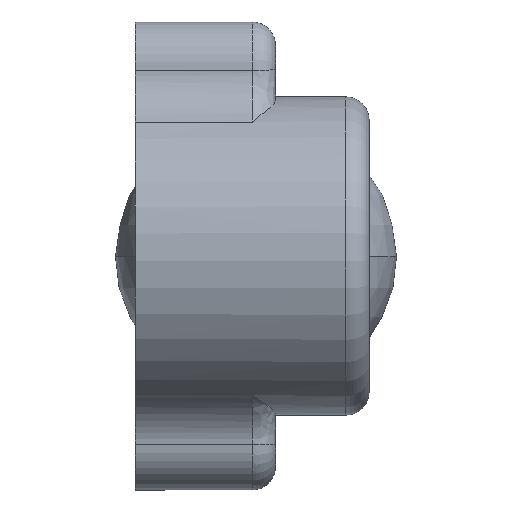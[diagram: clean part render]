
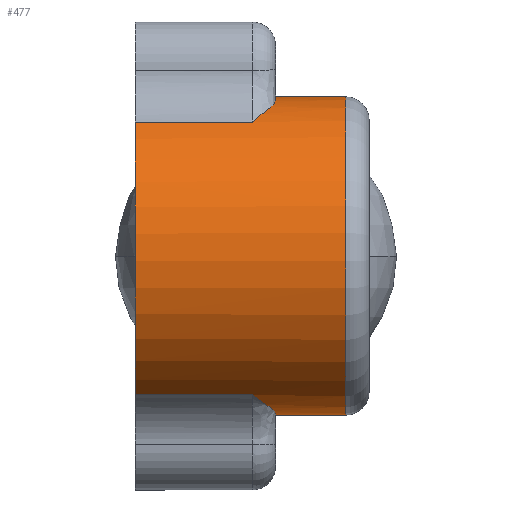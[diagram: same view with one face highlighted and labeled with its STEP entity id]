
A CAD part, left-side view. The second image highlights one B-rep face of the part: STEP entity #477.
In plain terms, the highlighted cylindrical face has radius 6.8 mm (diameter 13.6 mm), a partial arc.
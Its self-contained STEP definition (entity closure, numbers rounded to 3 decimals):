
#3 = ORIENTED_EDGE ( 'NONE', *, *, #831, .T. ) ;
#10 = CARTESIAN_POINT ( 'NONE',  ( 0., 0., 0. ) ) ;
#17 = CIRCLE ( 'NONE', #46, 6.8 ) ;
#32 = VECTOR ( 'NONE', #1259, 1000. ) ;
#46 = AXIS2_PLACEMENT_3D ( 'NONE', #10, #568, #351 ) ;
#48 = ORIENTED_EDGE ( 'NONE', *, *, #263, .F. ) ;
#50 = AXIS2_PLACEMENT_3D ( 'NONE', #1243, #349, #343 ) ;
#59 = VECTOR ( 'NONE', #390, 1000. ) ;
#71 = LINE ( 'NONE', #478, #512 ) ;
#72 = CARTESIAN_POINT ( 'NONE',  ( -6.621, -1.566, 6. ) ) ;
#76 = CARTESIAN_POINT ( 'NONE',  ( -5.829, -3.503, 5. ) ) ;
#83 = CARTESIAN_POINT ( 'NONE',  ( -6.569, -1.769, 5.959 ) ) ;
#125 = CARTESIAN_POINT ( 'NONE',  ( 0., 0., 9. ) ) ;
#127 = CARTESIAN_POINT ( 'NONE',  ( 0., 0., 6. ) ) ;
#129 = DIRECTION ( 'NONE',  ( 1., 0., 0. ) ) ;
#134 = CIRCLE ( 'NONE', #50, 6.8 ) ;
#162 = CARTESIAN_POINT ( 'NONE',  ( 6.664, -1.354, 6. ) ) ;
#166 = VERTEX_POINT ( 'NONE', #428 ) ;
#173 = CARTESIAN_POINT ( 'NONE',  ( 6.8, 0., 9. ) ) ;
#202 = EDGE_LOOP ( 'NONE', ( #810, #1281, #1236, #671, #647, #273, #338, #515, #3, #48 ) ) ;
#208 = CARTESIAN_POINT ( 'NONE',  ( 6.176, -2.869, 5.454 ) ) ;
#211 = VERTEX_POINT ( 'NONE', #974 ) ;
#227 = CARTESIAN_POINT ( 'NONE',  ( 6.451, -2.162, 5.829 ) ) ;
#233 = VERTEX_POINT ( 'NONE', #1110 ) ;
#263 = EDGE_CURVE ( 'NONE', #1166, #374, #134, .T. ) ;
#269 = CARTESIAN_POINT ( 'NONE',  ( -5.829, -3.503, 0. ) ) ;
#273 = ORIENTED_EDGE ( 'NONE', *, *, #1055, .T. ) ;
#292 = CARTESIAN_POINT ( 'NONE',  ( -5.829, -3.503, 5. ) ) ;
#299 = EDGE_CURVE ( 'NONE', #233, #166, #943, .T. ) ;
#330 = CYLINDRICAL_SURFACE ( 'NONE', #1334, 6.8 ) ;
#338 = ORIENTED_EDGE ( 'NONE', *, *, #1424, .F. ) ;
#340 = CARTESIAN_POINT ( 'NONE',  ( 6.016, -3.191, 5.221 ) ) ;
#343 = DIRECTION ( 'NONE',  ( 1., 0., 0. ) ) ;
#347 = EDGE_CURVE ( 'NONE', #815, #233, #1295, .T. ) ;
#349 = DIRECTION ( 'NONE',  ( 0., 0., -1. ) ) ;
#351 = DIRECTION ( 'NONE',  ( 1., 0., 0. ) ) ;
#352 = LINE ( 'NONE', #845, #570 ) ;
#356 = B_SPLINE_CURVE_WITH_KNOTS ( 'NONE', 3,
 ( #1283, #72, #83, #1287, #618, #1040, #1177, #76 ),
 .UNSPECIFIED., .F., .F.,
 ( 4, 2, 2, 4 ),
 ( 0., 0.001, 0.001, 0.003 ),
 .UNSPECIFIED. ) ;
#365 = EDGE_CURVE ( 'NONE', #1209, #1166, #71, .T. ) ;
#371 = DIRECTION ( 'NONE',  ( 0., 0., 1. ) ) ;
#374 = VERTEX_POINT ( 'NONE', #162 ) ;
#385 = DIRECTION ( 'NONE',  ( 0., 0., -1. ) ) ;
#387 = DIRECTION ( 'NONE',  ( 0., 0., -1. ) ) ;
#390 = DIRECTION ( 'NONE',  ( 0., 0., -1. ) ) ;
#391 = VERTEX_POINT ( 'NONE', #292 ) ;
#417 = EDGE_CURVE ( 'NONE', #166, #391, #356, .T. ) ;
#428 = CARTESIAN_POINT ( 'NONE',  ( -6.664, -1.354, 6. ) ) ;
#441 = CARTESIAN_POINT ( 'NONE',  ( 5.829, -3.503, 5. ) ) ;
#444 = CARTESIAN_POINT ( 'NONE',  ( 6.621, -1.566, 6. ) ) ;
#477 = ADVANCED_FACE ( 'NONE', ( #1260 ), #330, .T. ) ;
#478 = CARTESIAN_POINT ( 'NONE',  ( 6.8, 0., 10. ) ) ;
#485 = CARTESIAN_POINT ( 'NONE',  ( -5.829, -3.503, 6. ) ) ;
#492 = VERTEX_POINT ( 'NONE', #1310 ) ;
#512 = VECTOR ( 'NONE', #387, 1000. ) ;
#515 = ORIENTED_EDGE ( 'NONE', *, *, #1223, .F. ) ;
#568 = DIRECTION ( 'NONE',  ( 0., 0., -1. ) ) ;
#570 = VECTOR ( 'NONE', #385, 1000. ) ;
#618 = CARTESIAN_POINT ( 'NONE',  ( -6.386, -2.344, 5.743 ) ) ;
#647 = ORIENTED_EDGE ( 'NONE', *, *, #417, .T. ) ;
#671 = ORIENTED_EDGE ( 'NONE', *, *, #299, .T. ) ;
#740 = CARTESIAN_POINT ( 'NONE',  ( 0., 0., 10. ) ) ;
#750 = CARTESIAN_POINT ( 'NONE',  ( -6.8, 0., 9. ) ) ;
#773 = CARTESIAN_POINT ( 'NONE',  ( 6.386, -2.344, 5.743 ) ) ;
#810 = ORIENTED_EDGE ( 'NONE', *, *, #365, .F. ) ;
#815 = VERTEX_POINT ( 'NONE', #750 ) ;
#831 = EDGE_CURVE ( 'NONE', #211, #374, #1132, .T. ) ;
#837 = CIRCLE ( 'NONE', #871, 6.8 ) ;
#845 = CARTESIAN_POINT ( 'NONE',  ( 5.829, -3.503, 6. ) ) ;
#871 = AXIS2_PLACEMENT_3D ( 'NONE', #125, #907, #129 ) ;
#907 = DIRECTION ( 'NONE',  ( 0., 0., -1. ) ) ;
#924 = DIRECTION ( 'NONE',  ( -1., 0., 0. ) ) ;
#936 = CARTESIAN_POINT ( 'NONE',  ( 6.8, 0., 6. ) ) ;
#943 = CIRCLE ( 'NONE', #1027, 6.8 ) ;
#974 = CARTESIAN_POINT ( 'NONE',  ( 5.829, -3.503, 5. ) ) ;
#1027 = AXIS2_PLACEMENT_3D ( 'NONE', #127, #371, #924 ) ;
#1036 = VERTEX_POINT ( 'NONE', #269 ) ;
#1040 = CARTESIAN_POINT ( 'NONE',  ( -6.176, -2.869, 5.454 ) ) ;
#1044 = LINE ( 'NONE', #485, #59 ) ;
#1055 = EDGE_CURVE ( 'NONE', #391, #1036, #1044, .T. ) ;
#1101 = CARTESIAN_POINT ( 'NONE',  ( 6.569, -1.769, 5.959 ) ) ;
#1110 = CARTESIAN_POINT ( 'NONE',  ( -6.8, 0., 6. ) ) ;
#1132 = B_SPLINE_CURVE_WITH_KNOTS ( 'NONE', 3,
 ( #441, #340, #208, #773, #227, #1101, #444, #1199 ),
 .UNSPECIFIED., .F., .F.,
 ( 4, 2, 2, 4 ),
 ( 0., 0.001, 0.002, 0.003 ),
 .UNSPECIFIED. ) ;
#1166 = VERTEX_POINT ( 'NONE', #936 ) ;
#1177 = CARTESIAN_POINT ( 'NONE',  ( -6.016, -3.191, 5.221 ) ) ;
#1199 = CARTESIAN_POINT ( 'NONE',  ( 6.664, -1.354, 6. ) ) ;
#1209 = VERTEX_POINT ( 'NONE', #173 ) ;
#1223 = EDGE_CURVE ( 'NONE', #211, #492, #352, .T. ) ;
#1236 = ORIENTED_EDGE ( 'NONE', *, *, #347, .T. ) ;
#1243 = CARTESIAN_POINT ( 'NONE',  ( 0., 0., 6. ) ) ;
#1259 = DIRECTION ( 'NONE',  ( 0., 0., -1. ) ) ;
#1260 = FACE_OUTER_BOUND ( 'NONE', #202, .T. ) ;
#1267 = CARTESIAN_POINT ( 'NONE',  ( -6.8, 0., 10. ) ) ;
#1271 = DIRECTION ( 'NONE',  ( 0., 0., -1. ) ) ;
#1281 = ORIENTED_EDGE ( 'NONE', *, *, #1446, .T. ) ;
#1283 = CARTESIAN_POINT ( 'NONE',  ( -6.664, -1.354, 6. ) ) ;
#1287 = CARTESIAN_POINT ( 'NONE',  ( -6.451, -2.162, 5.829 ) ) ;
#1295 = LINE ( 'NONE', #1267, #32 ) ;
#1310 = CARTESIAN_POINT ( 'NONE',  ( 5.829, -3.503, 0. ) ) ;
#1334 = AXIS2_PLACEMENT_3D ( 'NONE', #740, #1271, #1383 ) ;
#1383 = DIRECTION ( 'NONE',  ( -1., 0., 0. ) ) ;
#1424 = EDGE_CURVE ( 'NONE', #492, #1036, #17, .T. ) ;
#1446 = EDGE_CURVE ( 'NONE', #1209, #815, #837, .T. ) ;
